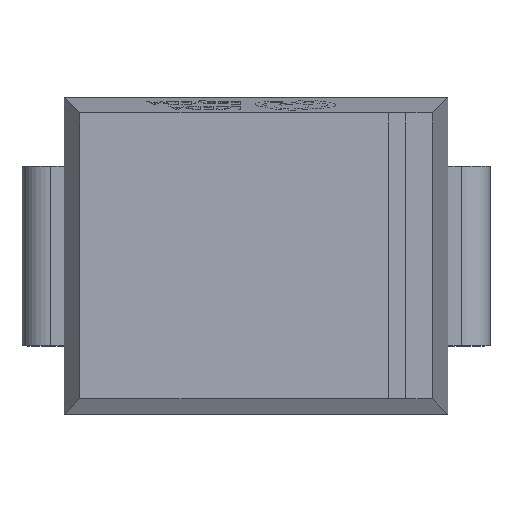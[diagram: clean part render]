
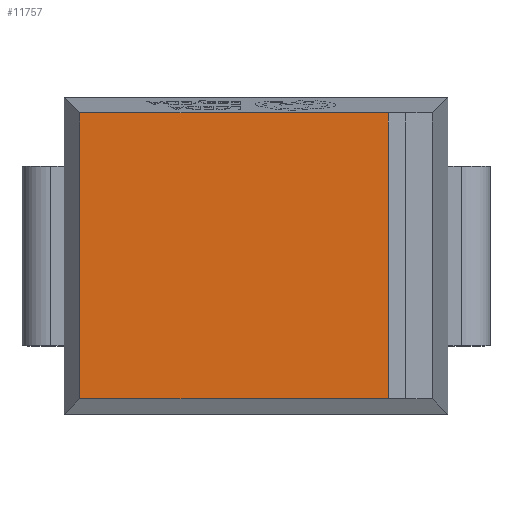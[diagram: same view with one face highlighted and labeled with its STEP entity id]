
A CAD part, top view. The second image highlights one B-rep face of the part: STEP entity #11757.
In plain terms, the highlighted planar face has unit normal (0, 0, 1).
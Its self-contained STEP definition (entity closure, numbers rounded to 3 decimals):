
#906 = CARTESIAN_POINT ( 'NONE',  ( 1.51, 1.63, 1.02 ) ) ;
#1540 = LINE ( 'NONE', #3693, #9352 ) ;
#1618 = PLANE ( 'NONE',  #10392 ) ;
#1864 = LINE ( 'NONE', #5845, #12830 ) ;
#2191 = ORIENTED_EDGE ( 'NONE', *, *, #5048, .F. ) ;
#2913 = DIRECTION ( 'NONE',  ( 0., -1., 0. ) ) ;
#3230 = VERTEX_POINT ( 'NONE', #4598 ) ;
#3693 = CARTESIAN_POINT ( 'NONE',  ( -2.01, 0., 1.02 ) ) ;
#3843 = EDGE_CURVE ( 'NONE', #12560, #3230, #1864, .T. ) ;
#3914 = CARTESIAN_POINT ( 'NONE',  ( 0., 0., 1.02 ) ) ;
#4598 = CARTESIAN_POINT ( 'NONE',  ( 1.51, -1.63, 1.02 ) ) ;
#4813 = ORIENTED_EDGE ( 'NONE', *, *, #6299, .T. ) ;
#5048 = EDGE_CURVE ( 'NONE', #10480, #3230, #9361, .T. ) ;
#5628 = EDGE_CURVE ( 'NONE', #7561, #12560, #1540, .T. ) ;
#5728 = FACE_OUTER_BOUND ( 'NONE', #7889, .T. ) ;
#5845 = CARTESIAN_POINT ( 'NONE',  ( 0., -1.63, 1.02 ) ) ;
#6250 = LINE ( 'NONE', #10322, #9013 ) ;
#6299 = EDGE_CURVE ( 'NONE', #10480, #7561, #6250, .T. ) ;
#6309 = DIRECTION ( 'NONE',  ( -1., 0., 0. ) ) ;
#6806 = DIRECTION ( 'NONE',  ( -1., 0., 0. ) ) ;
#7013 = DIRECTION ( 'NONE',  ( 0., 0., -1. ) ) ;
#7561 = VERTEX_POINT ( 'NONE', #8728 ) ;
#7699 = DIRECTION ( 'NONE',  ( 0., -1., 0. ) ) ;
#7852 = CARTESIAN_POINT ( 'NONE',  ( -2.01, -1.63, 1.02 ) ) ;
#7889 = EDGE_LOOP ( 'NONE', ( #2191, #4813, #10415, #9174 ) ) ;
#8728 = CARTESIAN_POINT ( 'NONE',  ( -2.01, 1.63, 1.02 ) ) ;
#9013 = VECTOR ( 'NONE', #6309, 1000. ) ;
#9030 = DIRECTION ( 'NONE',  ( 1., 0., 0. ) ) ;
#9174 = ORIENTED_EDGE ( 'NONE', *, *, #3843, .T. ) ;
#9352 = VECTOR ( 'NONE', #7699, 1000. ) ;
#9361 = LINE ( 'NONE', #12271, #10743 ) ;
#10322 = CARTESIAN_POINT ( 'NONE',  ( 0., 1.63, 1.02 ) ) ;
#10392 = AXIS2_PLACEMENT_3D ( 'NONE', #3914, #7013, #6806 ) ;
#10415 = ORIENTED_EDGE ( 'NONE', *, *, #5628, .T. ) ;
#10480 = VERTEX_POINT ( 'NONE', #906 ) ;
#10743 = VECTOR ( 'NONE', #2913, 1000. ) ;
#11757 = ADVANCED_FACE ( 'NONE', ( #5728 ), #1618, .F. ) ;
#12271 = CARTESIAN_POINT ( 'NONE',  ( 1.51, 0., 1.02 ) ) ;
#12560 = VERTEX_POINT ( 'NONE', #7852 ) ;
#12830 = VECTOR ( 'NONE', #9030, 1000. ) ;
